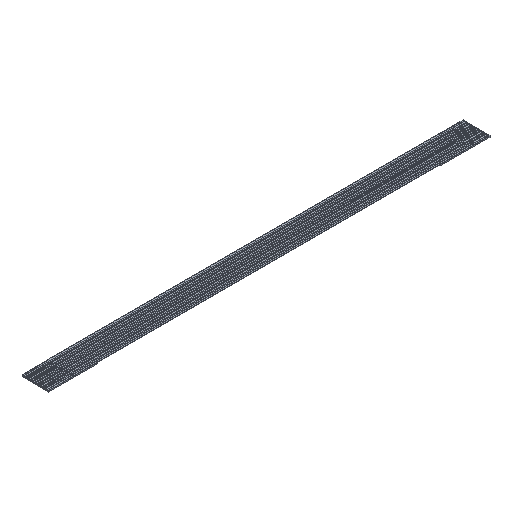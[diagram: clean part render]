
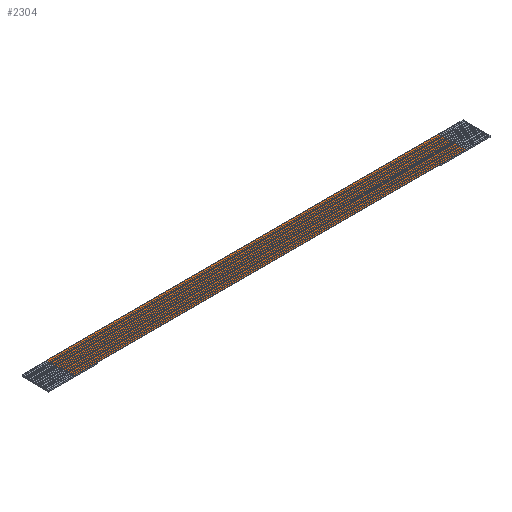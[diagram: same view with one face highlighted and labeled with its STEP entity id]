
A CAD part, isometric view. The second image highlights one B-rep face of the part: STEP entity #2304.
In plain terms, the highlighted planar face has unit normal (0, 0, 1).
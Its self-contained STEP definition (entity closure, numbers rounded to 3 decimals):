
#485=ORIENTED_EDGE('',*,*,#693,.T.);
#486=ORIENTED_EDGE('',*,*,#758,.F.);
#487=ORIENTED_EDGE('',*,*,#690,.F.);
#488=ORIENTED_EDGE('',*,*,#757,.T.);
#690=EDGE_CURVE('',#903,#904,#1084,.T.);
#693=EDGE_CURVE('',#906,#905,#1087,.T.);
#757=EDGE_CURVE('',#903,#906,#1151,.T.);
#758=EDGE_CURVE('',#904,#905,#1152,.T.);
#903=VERTEX_POINT('',#3153);
#904=VERTEX_POINT('',#3155);
#905=VERTEX_POINT('',#3159);
#906=VERTEX_POINT('',#3161);
#1084=LINE('',#3154,#1330);
#1087=LINE('',#3160,#1333);
#1151=LINE('',#3270,#1397);
#1152=LINE('',#3272,#1398);
#1330=VECTOR('',#2634,1000.);
#1333=VECTOR('',#2639,1000.);
#1397=VECTOR('',#2793,1000.);
#1398=VECTOR('',#2796,1000.);
#1477=EDGE_LOOP('',(#485,#486,#487,#488));
#1557=FACE_BOUND('',#1477,.T.);
#1637=PLANE('',#2389);
#2304=ADVANCED_FACE('',(#1557),#1637,.F.);
#2389=AXIS2_PLACEMENT_3D('',#3271,#2794,#2795);
#2634=DIRECTION('',(1.,0.,0.));
#2639=DIRECTION('',(1.,0.,0.));
#2793=DIRECTION('',(0.,-1.,0.));
#2794=DIRECTION('',(0.,0.,-1.));
#2795=DIRECTION('',(-1.,0.,0.));
#2796=DIRECTION('',(0.,-1.,0.));
#3153=CARTESIAN_POINT('',(-40.,2.75,0.138));
#3154=CARTESIAN_POINT('',(-40.,2.75,0.138));
#3155=CARTESIAN_POINT('',(40.,2.75,0.138));
#3159=CARTESIAN_POINT('',(40.,-2.75,0.138));
#3160=CARTESIAN_POINT('',(-40.,-2.75,0.138));
#3161=CARTESIAN_POINT('',(-40.,-2.75,0.138));
#3270=CARTESIAN_POINT('',(-40.,2.75,0.138));
#3271=CARTESIAN_POINT('',(-40.,2.75,0.138));
#3272=CARTESIAN_POINT('',(40.,2.75,0.138));
